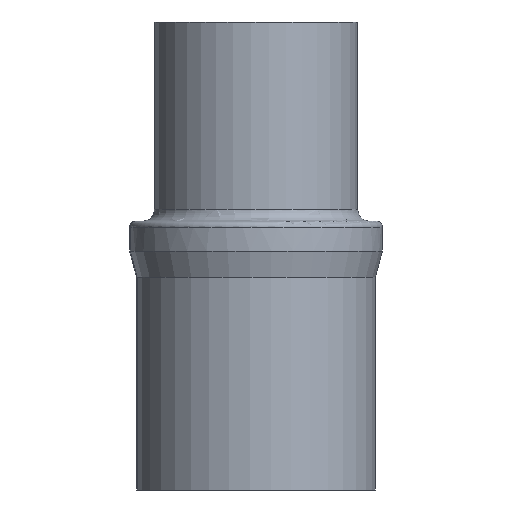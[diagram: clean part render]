
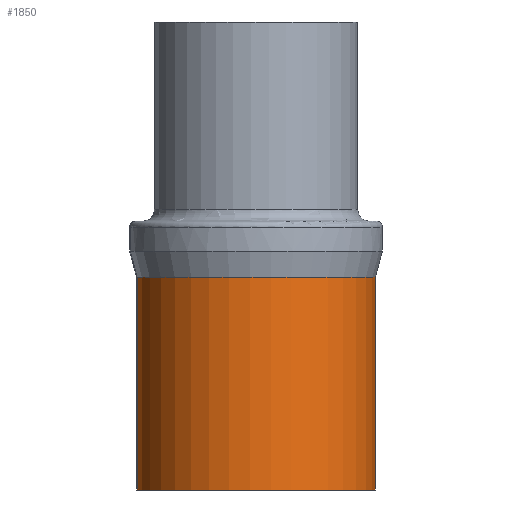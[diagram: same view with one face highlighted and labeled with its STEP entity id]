
A CAD part, front view. The second image highlights one B-rep face of the part: STEP entity #1850.
In plain terms, the highlighted cylindrical face has radius 6 mm (diameter 12 mm), a partial arc.
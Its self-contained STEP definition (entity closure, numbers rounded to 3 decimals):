
#61=AXIS2_PLACEMENT_3D('Circle Axis2P3D',#59,#60,$) ;
#1724=AXIS2_PLACEMENT_3D('Circle Axis2P3D',#1722,#1723,$) ;
#1832=AXIS2_PLACEMENT_3D('Cylinder Axis2P3D',#1829,#1830,#1831) ;
#42=CARTESIAN_POINT('Vertex',(12.304,7.089,10.694)) ;
#56=CARTESIAN_POINT('Vertex',(0.396,5.611,10.694)) ;
#59=CARTESIAN_POINT('Axis2P3D Location',(6.35,6.35,10.694)) ;
#1722=CARTESIAN_POINT('Axis2P3D Location',(6.35,6.35,0.)) ;
#1726=CARTESIAN_POINT('Vertex',(12.304,7.089,0.)) ;
#1728=CARTESIAN_POINT('Vertex',(0.396,5.611,0.)) ;
#1829=CARTESIAN_POINT('Axis2P3D Location',(6.35,6.35,12.41)) ;
#1834=CARTESIAN_POINT('Line Origine',(12.304,7.089,12.41)) ;
#1839=CARTESIAN_POINT('Line Origine',(0.396,5.611,12.41)) ;
#60=DIRECTION('Axis2P3D Direction',(0.,0.,1.)) ;
#1723=DIRECTION('Axis2P3D Direction',(0.,0.,-1.)) ;
#1830=DIRECTION('Axis2P3D Direction',(0.,0.,-1.)) ;
#1831=DIRECTION('Axis2P3D XDirection',(0.992,0.123,0.)) ;
#1835=DIRECTION('Vector Direction',(0.,0.,-1.)) ;
#1840=DIRECTION('Vector Direction',(0.,0.,-1.)) ;
#1836=VECTOR('Line Direction',#1835,1.) ;
#1841=VECTOR('Line Direction',#1840,1.) ;
#1845=ORIENTED_EDGE('',*,*,#1838,.T.) ;
#1846=ORIENTED_EDGE('',*,*,#63,.T.) ;
#1847=ORIENTED_EDGE('',*,*,#1843,.F.) ;
#1848=ORIENTED_EDGE('',*,*,#1730,.F.) ;
#1850=ADVANCED_FACE('Hauptk\X2\00F6\X0\rper',(#1849),#1833,.T.) ;
#62=CIRCLE('generated circle',#61,6.) ;
#1725=CIRCLE('generated circle',#1724,6.) ;
#1833=CYLINDRICAL_SURFACE('generated cylinder',#1832,6.) ;
#63=EDGE_CURVE('',#43,#57,#62,.F.) ;
#1730=EDGE_CURVE('',#1727,#1729,#1725,.T.) ;
#1838=EDGE_CURVE('',#1727,#43,#1837,.F.) ;
#1843=EDGE_CURVE('',#1729,#57,#1842,.F.) ;
#1844=EDGE_LOOP('',(#1845,#1846,#1847,#1848)) ;
#1849=FACE_OUTER_BOUND('',#1844,.T.) ;
#1837=LINE('Line',#1834,#1836) ;
#1842=LINE('Line',#1839,#1841) ;
#43=VERTEX_POINT('',#42) ;
#57=VERTEX_POINT('',#56) ;
#1727=VERTEX_POINT('',#1726) ;
#1729=VERTEX_POINT('',#1728) ;
